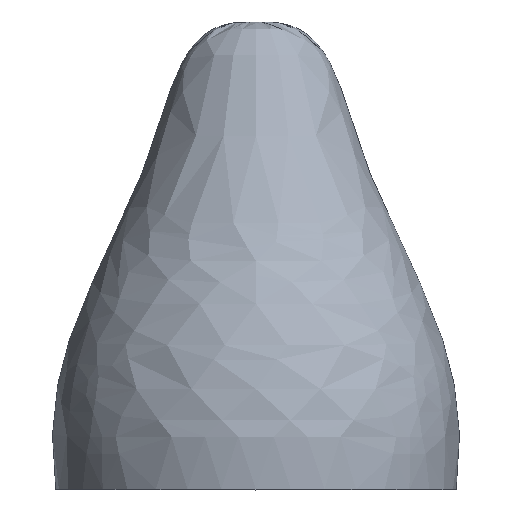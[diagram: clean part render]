
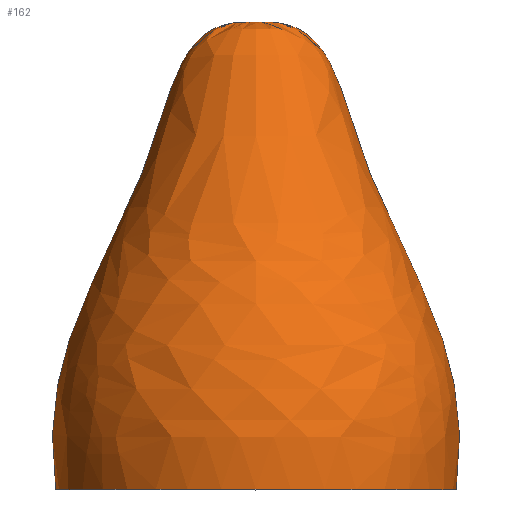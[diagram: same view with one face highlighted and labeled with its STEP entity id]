
A CAD part, top view. The second image highlights one B-rep face of the part: STEP entity #162.
In plain terms, the highlighted free-form (B-spline) face has degree [3, 3] with [5, 4] control points.
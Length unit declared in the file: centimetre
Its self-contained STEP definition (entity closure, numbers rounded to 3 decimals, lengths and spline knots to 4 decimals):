
#9 = CARTESIAN_POINT ( 'NONE',  ( 0.1578, 0.3964, 0. ) ) ;
#11 = CARTESIAN_POINT ( 'NONE',  ( 0., 0., 0. ) ) ;
#16 = EDGE_CURVE ( 'NONE', #126, #223, #185, .T. ) ;
#25 = EDGE_CURVE ( 'NONE', #38, #126, #123, .T. ) ;
#36 = CARTESIAN_POINT ( 'NONE',  ( 0., 0.7, 0. ) ) ;
#38 = VERTEX_POINT ( 'NONE', #203 ) ;
#39 = CARTESIAN_POINT ( 'NONE',  ( 0.1578, 0.3964, 0.3157 ) ) ;
#40 = ORIENTED_EDGE ( 'NONE', *, *, #25, .F. ) ;
#53 = B_SPLINE_CURVE_WITH_KNOTS ( 'NONE', 3,
 ( #145, #198, #9, #141, #217 ),
 .UNSPECIFIED., .F., .F.,
 ( 4, 1, 4 ),
 ( 0., 0.6913, 1. ),
 .UNSPECIFIED. ) ;
#58 = CARTESIAN_POINT ( 'NONE',  ( 0.1068, 0.7111, 0. ) ) ;
#67 = ORIENTED_EDGE ( 'NONE', *, *, #16, .F. ) ;
#69 = CARTESIAN_POINT ( 'NONE',  ( -0.1068, 0.7111, 0. ) ) ;
#71 = CARTESIAN_POINT ( 'NONE',  ( -0.3, 0., 0. ) ) ;
#77 = CARTESIAN_POINT ( 'NONE',  ( 0., 0.7, 0. ) ) ;
#79 = CARTESIAN_POINT ( 'NONE',  ( -0.3, 0., 0.6 ) ) ;
#84 = CARTESIAN_POINT ( 'NONE',  ( 0.3, 0., 0. ) ) ;
#121 = DIRECTION ( 'NONE',  ( 0., -1., 0. ) ) ;
#123 = CIRCLE ( 'NONE', #248, 0.3 ) ;
#124 = ORIENTED_EDGE ( 'NONE', *, *, #135, .T. ) ;
#125 = CARTESIAN_POINT ( 'NONE',  ( -0.1068, 0.7111, 0. ) ) ;
#126 = VERTEX_POINT ( 'NONE', #71 ) ;
#128 = CARTESIAN_POINT ( 'NONE',  ( -0.3, 0., 0. ) ) ;
#129 = CARTESIAN_POINT ( 'NONE',  ( -0.1068, 0.7111, 0.2136 ) ) ;
#133 =( BOUNDED_SURFACE ( )  B_SPLINE_SURFACE ( 3, 3, ( 
 ( #84, #226, #79, #128 ),
 ( #146, #188, #247, #229 ),
 ( #152, #39, #244, #205 ),
 ( #58, #209, #129, #125 ),
 ( #210, #265, #187, #150 ) ),
 .UNSPECIFIED., .F., .F., .F. ) 
 B_SPLINE_SURFACE_WITH_KNOTS ( ( 4, 1, 4 ),
 ( 4, 4 ),
 ( 0., 0.6913, 1. ),
 ( 0., 1. ),
 .UNSPECIFIED. ) 
 GEOMETRIC_REPRESENTATION_ITEM ( )  RATIONAL_B_SPLINE_SURFACE ( (
 ( 1., 0.333, 0.333, 1.),
 ( 1., 0.333, 0.333, 1.),
 ( 1., 0.333, 0.333, 1.),
 ( 1., 0.333, 0.333, 1.),
 ( 1., 0.333, 0.333, 1.) ) ) 
 REPRESENTATION_ITEM ( '' )  SURFACE ( )  );
#135 = EDGE_CURVE ( 'NONE', #38, #223, #53, .T. ) ;
#141 = CARTESIAN_POINT ( 'NONE',  ( 0.1068, 0.7111, 0. ) ) ;
#145 = CARTESIAN_POINT ( 'NONE',  ( 0.3, 0., 0. ) ) ;
#146 = CARTESIAN_POINT ( 'NONE',  ( 0.3313, 0.2222, 0. ) ) ;
#150 = CARTESIAN_POINT ( 'NONE',  ( 0., 0.7, 0. ) ) ;
#151 = EDGE_LOOP ( 'NONE', ( #67, #40, #124 ) ) ;
#152 = CARTESIAN_POINT ( 'NONE',  ( 0.1578, 0.3964, 0. ) ) ;
#162 = ADVANCED_FACE ( 'NONE', ( #170 ), #133, .T. ) ;
#170 = FACE_OUTER_BOUND ( 'NONE', #151, .T. ) ;
#185 = B_SPLINE_CURVE_WITH_KNOTS ( 'NONE', 3,
 ( #222, #237, #257, #69, #77 ),
 .UNSPECIFIED., .F., .F.,
 ( 4, 1, 4 ),
 ( 0., 0.6913, 1. ),
 .UNSPECIFIED. ) ;
#187 = CARTESIAN_POINT ( 'NONE',  ( 0., 0.7, 0. ) ) ;
#188 = CARTESIAN_POINT ( 'NONE',  ( 0.3313, 0.2222, 0.6627 ) ) ;
#196 = DIRECTION ( 'NONE',  ( 0., 0., -1. ) ) ;
#198 = CARTESIAN_POINT ( 'NONE',  ( 0.3313, 0.2222, 0. ) ) ;
#203 = CARTESIAN_POINT ( 'NONE',  ( 0.3, 0., 0. ) ) ;
#205 = CARTESIAN_POINT ( 'NONE',  ( -0.1578, 0.3964, 0. ) ) ;
#209 = CARTESIAN_POINT ( 'NONE',  ( 0.1068, 0.7111, 0.2136 ) ) ;
#210 = CARTESIAN_POINT ( 'NONE',  ( 0., 0.7, 0. ) ) ;
#217 = CARTESIAN_POINT ( 'NONE',  ( 0., 0.7, 0. ) ) ;
#222 = CARTESIAN_POINT ( 'NONE',  ( -0.3, 0., 0. ) ) ;
#223 = VERTEX_POINT ( 'NONE', #36 ) ;
#226 = CARTESIAN_POINT ( 'NONE',  ( 0.3, 0., 0.6 ) ) ;
#229 = CARTESIAN_POINT ( 'NONE',  ( -0.3313, 0.2222, 0. ) ) ;
#237 = CARTESIAN_POINT ( 'NONE',  ( -0.3313, 0.2222, 0. ) ) ;
#244 = CARTESIAN_POINT ( 'NONE',  ( -0.1578, 0.3964, 0.3157 ) ) ;
#247 = CARTESIAN_POINT ( 'NONE',  ( -0.3313, 0.2222, 0.6627 ) ) ;
#248 = AXIS2_PLACEMENT_3D ( 'NONE', #11, #121, #196 ) ;
#257 = CARTESIAN_POINT ( 'NONE',  ( -0.1578, 0.3964, 0. ) ) ;
#265 = CARTESIAN_POINT ( 'NONE',  ( 0., 0.7, 0. ) ) ;
